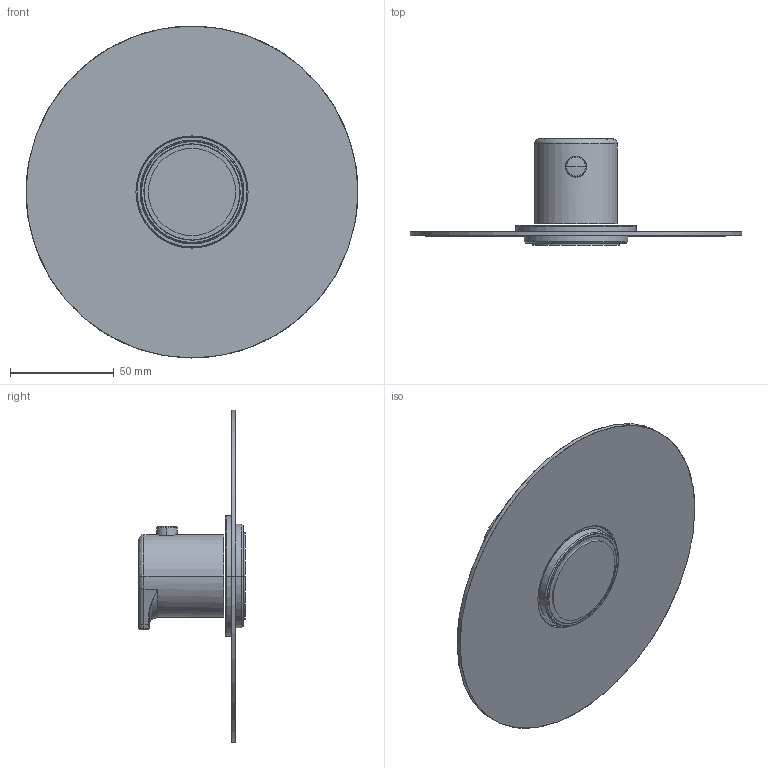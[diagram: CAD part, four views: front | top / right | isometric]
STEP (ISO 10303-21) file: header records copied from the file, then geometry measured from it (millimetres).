
FILE_DESCRIPTION(('CATIA V5 STEP Exchange','CAx-IF Rec.Pracs.--- Model Styling and Organization---1.5--- 2016-08-15','CAx-IF Rec.Pracs.---Supplemental Geometry---1.0---2011-11-01','CAx-IF Rec.Pracs.--- Composite Materials ---3.4---2017-06-13','CAx-IF Rec.Pracs.---Tessellated 3D Geometry---1.0---2015-12-17'),'2;1');
FILE_NAME('RK007200.stp','2023-10-05T06:57:40+00:00',('none'),('none'),'CATIA Version 5-6 Release 2020 SP2','CATIA V5 STEP AP242 v2','none');
FILE_SCHEMA(('AP242_MANAGED_MODEL_BASED_3D_ENGINEERING_MIM_LF {1 0 10303 442 1 1 4}'));
Length unit declared in the file: millimetre
Products named in the file (1): Product1
Bounding box: 160 x 51.3 x 160 mm (x, y, z)
Surface area: 102952.6 mm2 (no closed solid volume)
Topology: 0 solids, 108 shells, 108 faces, 452 edges, 450 vertices
Faces by surface type: cylinder 46, revolution 30, plane 24, bspline 8
Entity records: 6712 total; most frequent: CARTESIAN_POINT 3195, DIRECTION 482, EDGE_CURVE 450, ORIENTED_EDGE 450, VERTEX_POINT 450, AXIS2_PLACEMENT_3D 263, CIRCLE 192, B_SPLINE_CURVE_WITH_KNOTS 148
